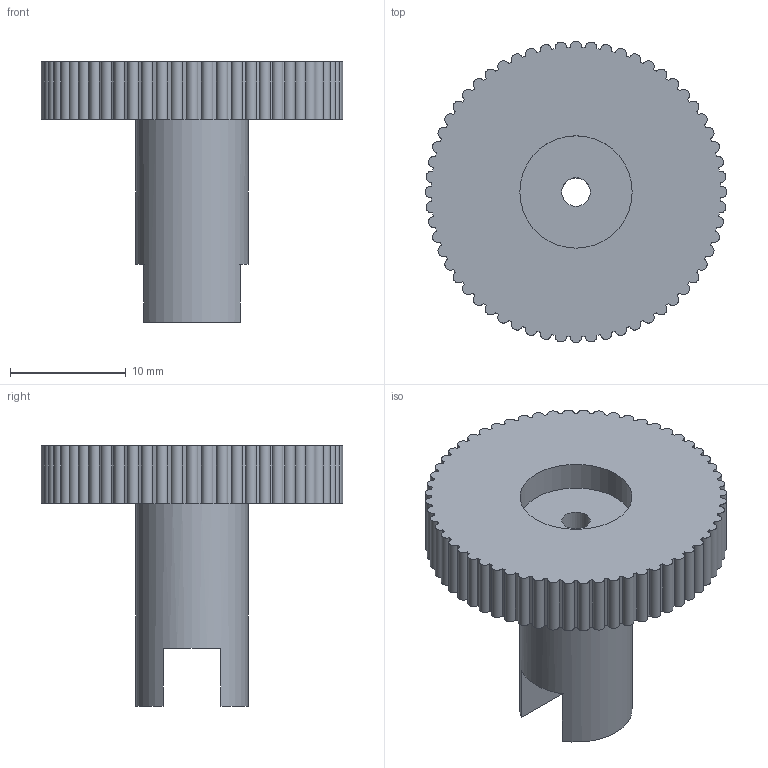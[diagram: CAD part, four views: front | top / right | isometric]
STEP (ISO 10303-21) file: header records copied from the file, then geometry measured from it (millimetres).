
FILE_DESCRIPTION(/* description */ (''),/* implementation_level */ '2;1');
FILE_NAME(/* name */ 'Focus_Knob.stp',/* time_stamp */ '2024-04-03T16:33:50+02:00',/* author */ ('s1alknau'),/* organization */ (''),/* preprocessor_version */ 'ST-DEVELOPER v19.2',/* originating_system */ 'Autodesk Inventor 2024',/* authorisation */ '');
FILE_SCHEMA (('AUTOMOTIVE_DESIGN { 1 0 10303 214 3 1 1 }'));
Length unit declared in the file: millimetre
Products named in the file (1): Justage_Knopf
Bounding box: 26 x 26 x 22.5 mm (x, y, z)
Volume: 3379.1 mm3; surface area: 2345.6 mm2
Topology: 1 solids, 1 shells, 131 faces, 506 edges, 504 vertices
Faces by surface type: cylinder 123, plane 8
Full cylindrical faces by diameter (mm): 2.459 x1, 9.7 x2
Entity records: 5532 total; most frequent: DIRECTION 1137, CARTESIAN_POINT 1137, ORIENTED_EDGE 762, AXIS2_PLACEMENT_3D 503, EDGE_CURVE 381, CIRCLE 371, VERTEX_POINT 254, EDGE_LOOP 135
